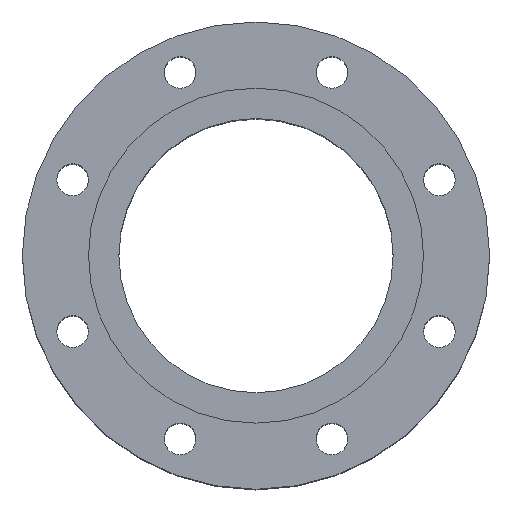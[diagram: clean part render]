
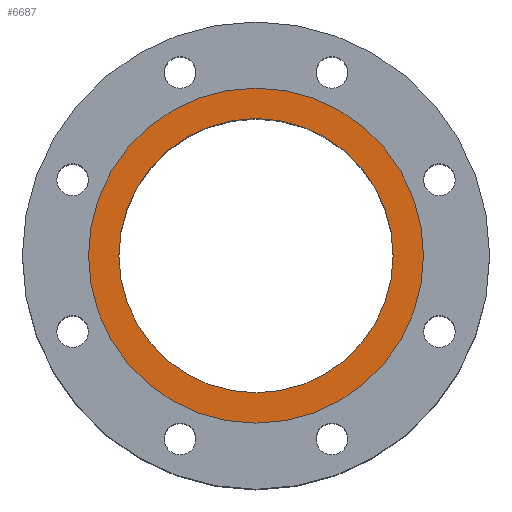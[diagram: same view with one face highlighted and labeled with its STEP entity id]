
A CAD part, top view. The second image highlights one B-rep face of the part: STEP entity #6687.
In plain terms, the highlighted planar face has unit normal (0, 0, 1).
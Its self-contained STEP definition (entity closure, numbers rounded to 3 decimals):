
#748 = DIRECTION ( 'NONE',  ( 0., 0., 1. ) ) ;
#1625 = DIRECTION ( 'NONE',  ( 0., 0., 1. ) ) ;
#1697 = CIRCLE ( 'NONE', #20286, 77.75 ) ;
#1820 = DIRECTION ( 'NONE',  ( -1., 0., 0. ) ) ;
#3193 = ORIENTED_EDGE ( 'NONE', *, *, #3738, .F. ) ;
#3264 = DIRECTION ( 'NONE',  ( 1., 0., 0. ) ) ;
#3738 = EDGE_CURVE ( 'NONE', #4166, #14792, #1697, .T. ) ;
#4166 = VERTEX_POINT ( 'NONE', #29311 ) ;
#4481 = DIRECTION ( 'NONE',  ( 0., 0., 1. ) ) ;
#6289 = DIRECTION ( 'NONE',  ( 0., 0., -1. ) ) ;
#6687 = ADVANCED_FACE ( 'NONE', ( #19892, #24674 ), #20478, .F. ) ;
#6752 = CARTESIAN_POINT ( 'NONE',  ( 0., 0., 0. ) ) ;
#6874 = CARTESIAN_POINT ( 'NONE',  ( 0., 95., 0. ) ) ;
#7722 = CARTESIAN_POINT ( 'NONE',  ( 0., 0., 0. ) ) ;
#8047 = AXIS2_PLACEMENT_3D ( 'NONE', #17167, #1625, #23882 ) ;
#8203 = EDGE_CURVE ( 'NONE', #14792, #4166, #12388, .T. ) ;
#9668 = ORIENTED_EDGE ( 'NONE', *, *, #10284, .T. ) ;
#10284 = EDGE_CURVE ( 'NONE', #28415, #23858, #19988, .T. ) ;
#11296 = CARTESIAN_POINT ( 'NONE',  ( 77.75, 0., 0. ) ) ;
#11355 = CARTESIAN_POINT ( 'NONE',  ( -95., 0., 0. ) ) ;
#12388 = CIRCLE ( 'NONE', #26690, 77.75 ) ;
#13576 = DIRECTION ( 'NONE',  ( 1., 0., 0. ) ) ;
#14523 = EDGE_LOOP ( 'NONE', ( #26465, #3193 ) ) ;
#14792 = VERTEX_POINT ( 'NONE', #11296 ) ;
#16458 = AXIS2_PLACEMENT_3D ( 'NONE', #6874, #6289, #1820 ) ;
#17167 = CARTESIAN_POINT ( 'NONE',  ( 0., 0., 0. ) ) ;
#17795 = CARTESIAN_POINT ( 'NONE',  ( 95., 0., 0. ) ) ;
#17871 = CIRCLE ( 'NONE', #25974, 95. ) ;
#18072 = EDGE_CURVE ( 'NONE', #23858, #28415, #17871, .T. ) ;
#19892 = FACE_BOUND ( 'NONE', #14523, .T. ) ;
#19988 = CIRCLE ( 'NONE', #8047, 95. ) ;
#20286 = AXIS2_PLACEMENT_3D ( 'NONE', #7722, #748, #3264 ) ;
#20478 = PLANE ( 'NONE',  #16458 ) ;
#20652 = DIRECTION ( 'NONE',  ( 1., 0., 0. ) ) ;
#22888 = DIRECTION ( 'NONE',  ( 0., 0., 1. ) ) ;
#23858 = VERTEX_POINT ( 'NONE', #11355 ) ;
#23882 = DIRECTION ( 'NONE',  ( 1., 0., 0. ) ) ;
#24674 = FACE_OUTER_BOUND ( 'NONE', #25805, .T. ) ;
#24863 = ORIENTED_EDGE ( 'NONE', *, *, #18072, .T. ) ;
#25805 = EDGE_LOOP ( 'NONE', ( #9668, #24863 ) ) ;
#25974 = AXIS2_PLACEMENT_3D ( 'NONE', #29117, #4481, #13576 ) ;
#26465 = ORIENTED_EDGE ( 'NONE', *, *, #8203, .F. ) ;
#26690 = AXIS2_PLACEMENT_3D ( 'NONE', #6752, #22888, #20652 ) ;
#28415 = VERTEX_POINT ( 'NONE', #17795 ) ;
#29117 = CARTESIAN_POINT ( 'NONE',  ( 0., 0., 0. ) ) ;
#29311 = CARTESIAN_POINT ( 'NONE',  ( -77.75, 0., 0. ) ) ;
